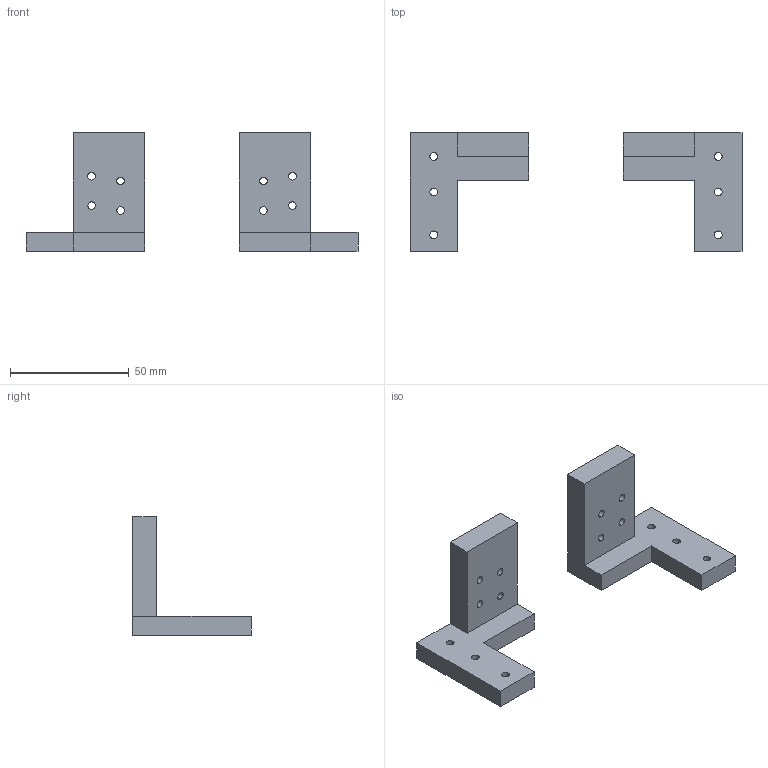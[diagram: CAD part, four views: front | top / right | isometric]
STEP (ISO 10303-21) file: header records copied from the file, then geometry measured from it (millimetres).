
FILE_DESCRIPTION (( 'STEP AP203' ), '1' );
FILE_NAME ('藻笠謫.STEP', '2025-07-05T04:02:34', ( '' ), ( '' ), 'SwSTEP 2.0', 'SolidWorks 2024', '' );
FILE_SCHEMA (( 'CONFIG_CONTROL_DESIGN' ));
Length unit declared in the file: millimetre
Products named in the file (1): 摩擦轮
Bounding box: 140 x 50 x 50 mm (x, y, z)
Volume: 49770.6 mm3; surface area: 17381.6 mm2
Topology: 2 solids, 2 shells, 50 faces, 138 edges, 92 vertices
Faces by surface type: cylinder 28, plane 22
Entity records: 1749 total; most frequent: DIRECTION 296, CARTESIAN_POINT 281, ORIENTED_EDGE 276, EDGE_CURVE 138, AXIS2_PLACEMENT_3D 107, VERTEX_POINT 92, VECTOR 82, LINE 82
